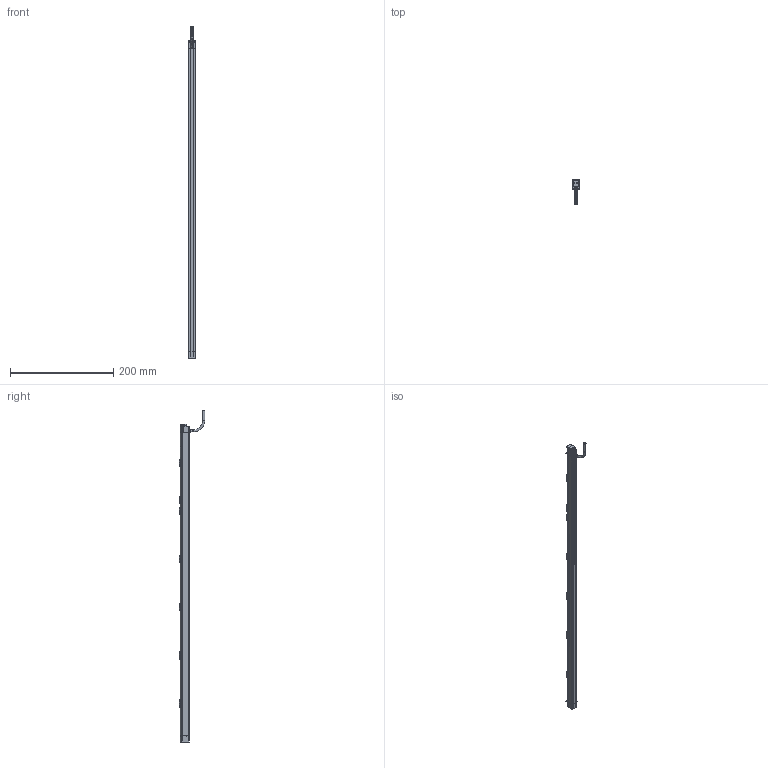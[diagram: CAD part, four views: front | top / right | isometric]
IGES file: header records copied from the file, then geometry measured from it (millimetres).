
Start section:  PTC IGES file: 218401.igs
Global section: file name: 218401.igs; native system: Creo Parametric by PTC Inc.; preprocessor: 2019292; author: PDMAdmin; organization: Unknown; date: 20200701.134046; units: millimetre
Bounding box: 13.41 x 49.18 x 641.78 mm (x, y, z)
Volume: 60449.3 mm3; surface area: 454597.3 mm2
Topology: 29 solids, 31 shells, 3232 faces, 18599 edges, 24911 vertices
Faces by surface type: bspline 2156, revolution 1048, extrusion 28
